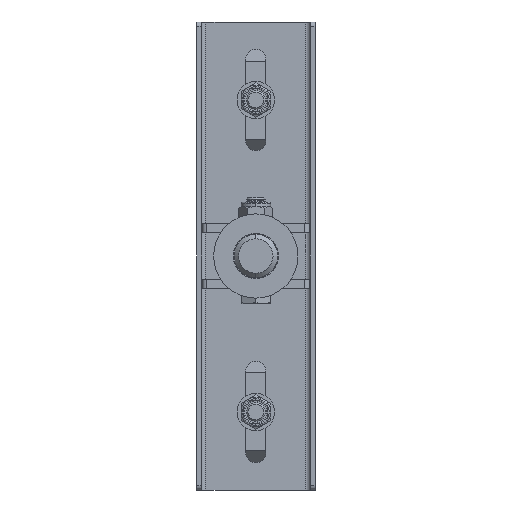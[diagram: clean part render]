
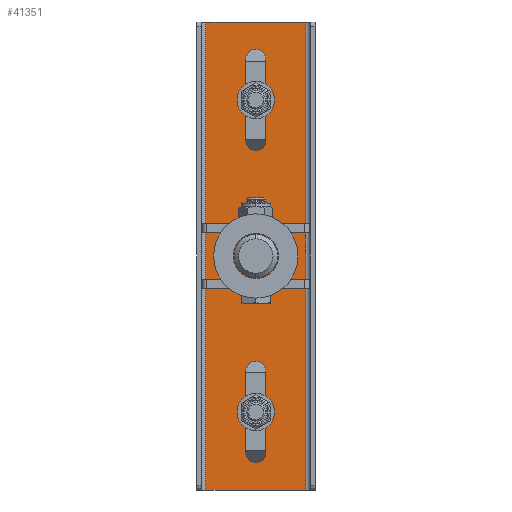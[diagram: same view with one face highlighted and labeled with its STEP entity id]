
A CAD part, front view. The second image highlights one B-rep face of the part: STEP entity #41351.
In plain terms, the highlighted planar face has unit normal (0, -1, 0).
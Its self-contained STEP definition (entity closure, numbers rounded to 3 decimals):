
#372 = EDGE_CURVE ( 'NONE', #51545, #16222, #43080, .T. ) ;
#806 = VERTEX_POINT ( 'NONE', #20173 ) ;
#878 = DIRECTION ( 'NONE',  ( 0., -1., 0. ) ) ;
#1177 = CARTESIAN_POINT ( 'NONE',  ( 32., 0., 150. ) ) ;
#1931 = DIRECTION ( 'NONE',  ( 0., 1., 0. ) ) ;
#2550 = LINE ( 'NONE', #1177, #25482 ) ;
#2751 = VERTEX_POINT ( 'NONE', #33909 ) ;
#3311 = VERTEX_POINT ( 'NONE', #25083 ) ;
#3642 = CARTESIAN_POINT ( 'NONE',  ( 6.5, 0., -126. ) ) ;
#4814 = EDGE_CURVE ( 'NONE', #33968, #24302, #33618, .T. ) ;
#4919 = EDGE_CURVE ( 'NONE', #12128, #3311, #24142, .T. ) ;
#5441 = VECTOR ( 'NONE', #45535, 1000. ) ;
#5511 = LINE ( 'NONE', #55003, #5441 ) ;
#6412 = VECTOR ( 'NONE', #16956, 1000. ) ;
#6978 = CARTESIAN_POINT ( 'NONE',  ( -6.5, 0., -126. ) ) ;
#8024 = CARTESIAN_POINT ( 'NONE',  ( 0., 0., 74. ) ) ;
#8806 = DIRECTION ( 'NONE',  ( -1., 0., 0. ) ) ;
#9003 = CARTESIAN_POINT ( 'NONE',  ( -6.5, 0., -126. ) ) ;
#9458 = DIRECTION ( 'NONE',  ( 0., 1., 0. ) ) ;
#9572 = CARTESIAN_POINT ( 'NONE',  ( 35., 0., 150. ) ) ;
#9892 = DIRECTION ( 'NONE',  ( 0., 0., 1. ) ) ;
#10789 = CARTESIAN_POINT ( 'NONE',  ( 0., 0., 0. ) ) ;
#11396 = ORIENTED_EDGE ( 'NONE', *, *, #15631, .T. ) ;
#11638 = CARTESIAN_POINT ( 'NONE',  ( 35., 0., 150. ) ) ;
#12128 = VERTEX_POINT ( 'NONE', #14513 ) ;
#13003 = CARTESIAN_POINT ( 'NONE',  ( 0., 0., 126. ) ) ;
#13063 = CIRCLE ( 'NONE', #48795, 6.5 ) ;
#13190 = VERTEX_POINT ( 'NONE', #20414 ) ;
#13478 = LINE ( 'NONE', #27048, #32428 ) ;
#13604 = EDGE_LOOP ( 'NONE', ( #31889, #55364, #24657, #42440 ) ) ;
#13692 = CARTESIAN_POINT ( 'NONE',  ( 6.5, 0., 74. ) ) ;
#13709 = PLANE ( 'NONE',  #30056 ) ;
#14304 = VERTEX_POINT ( 'NONE', #19167 ) ;
#14513 = CARTESIAN_POINT ( 'NONE',  ( 32., 0., -150. ) ) ;
#14813 = CIRCLE ( 'NONE', #34514, 6.5 ) ;
#15164 = CARTESIAN_POINT ( 'NONE',  ( 35., 0., -150. ) ) ;
#15631 = EDGE_CURVE ( 'NONE', #28951, #14304, #14813, .T. ) ;
#15806 = CARTESIAN_POINT ( 'NONE',  ( -6.5, 0., -74. ) ) ;
#15875 = EDGE_CURVE ( 'NONE', #14304, #30789, #47976, .T. ) ;
#16222 = VERTEX_POINT ( 'NONE', #15806 ) ;
#16867 = DIRECTION ( 'NONE',  ( 0., 0., -1. ) ) ;
#16956 = DIRECTION ( 'NONE',  ( 0., 0., -1. ) ) ;
#17961 = CARTESIAN_POINT ( 'NONE',  ( 0., 0., 0. ) ) ;
#18823 = DIRECTION ( 'NONE',  ( 0., 0., 1. ) ) ;
#18983 = CARTESIAN_POINT ( 'NONE',  ( 0., 0., -126. ) ) ;
#19167 = CARTESIAN_POINT ( 'NONE',  ( 0., 0., 67.5 ) ) ;
#19689 = CIRCLE ( 'NONE', #20717, 6.5 ) ;
#19728 = DIRECTION ( 'NONE',  ( 0., 0., 1. ) ) ;
#20173 = CARTESIAN_POINT ( 'NONE',  ( 0., 0., 6.5 ) ) ;
#20414 = CARTESIAN_POINT ( 'NONE',  ( 6.5, 0., -74. ) ) ;
#20448 = EDGE_CURVE ( 'NONE', #35899, #25688, #13063, .T. ) ;
#20717 = AXIS2_PLACEMENT_3D ( 'NONE', #23348, #27337, #18823 ) ;
#21983 = LINE ( 'NONE', #11638, #38875 ) ;
#22102 = DIRECTION ( 'NONE',  ( 0., 0., 1. ) ) ;
#22295 = DIRECTION ( 'NONE',  ( 0., 0., -1. ) ) ;
#22750 = DIRECTION ( 'NONE',  ( 0., 1., 0. ) ) ;
#23101 = DIRECTION ( 'NONE',  ( 0., 0., 1. ) ) ;
#23115 = ORIENTED_EDGE ( 'NONE', *, *, #44104, .T. ) ;
#23151 = EDGE_CURVE ( 'NONE', #806, #24066, #44710, .T. ) ;
#23348 = CARTESIAN_POINT ( 'NONE',  ( 0., 0., -74. ) ) ;
#24066 = VERTEX_POINT ( 'NONE', #35140 ) ;
#24129 = EDGE_CURVE ( 'NONE', #26537, #3311, #13478, .T. ) ;
#24142 = LINE ( 'NONE', #15164, #24844 ) ;
#24302 = VERTEX_POINT ( 'NONE', #28918 ) ;
#24657 = ORIENTED_EDGE ( 'NONE', *, *, #35941, .T. ) ;
#24844 = VECTOR ( 'NONE', #45065, 1000. ) ;
#25083 = CARTESIAN_POINT ( 'NONE',  ( -32., 0., -150. ) ) ;
#25441 = CARTESIAN_POINT ( 'NONE',  ( -6.5, 0., 74. ) ) ;
#25482 = VECTOR ( 'NONE', #40704, 1000. ) ;
#25688 = VERTEX_POINT ( 'NONE', #27220 ) ;
#25837 = EDGE_LOOP ( 'NONE', ( #55436, #54010, #45198, #28244, #31812 ) ) ;
#26516 = VECTOR ( 'NONE', #16867, 1000. ) ;
#26537 = VERTEX_POINT ( 'NONE', #44297 ) ;
#26586 = AXIS2_PLACEMENT_3D ( 'NONE', #52981, #1931, #23101 ) ;
#27048 = CARTESIAN_POINT ( 'NONE',  ( -32., 0., 150. ) ) ;
#27220 = CARTESIAN_POINT ( 'NONE',  ( 6.5, 0., 126. ) ) ;
#27337 = DIRECTION ( 'NONE',  ( 0., 1., 0. ) ) ;
#28244 = ORIENTED_EDGE ( 'NONE', *, *, #372, .T. ) ;
#28537 = LINE ( 'NONE', #3642, #26516 ) ;
#28918 = CARTESIAN_POINT ( 'NONE',  ( 0., 0., -132.5 ) ) ;
#28951 = VERTEX_POINT ( 'NONE', #13692 ) ;
#28967 = EDGE_CURVE ( 'NONE', #16222, #13190, #19689, .T. ) ;
#30018 = ORIENTED_EDGE ( 'NONE', *, *, #42135, .T. ) ;
#30056 = AXIS2_PLACEMENT_3D ( 'NONE', #9572, #878, #35269 ) ;
#30789 = VERTEX_POINT ( 'NONE', #25441 ) ;
#30884 = AXIS2_PLACEMENT_3D ( 'NONE', #35772, #22750, #9892 ) ;
#31431 = EDGE_LOOP ( 'NONE', ( #23115, #11396, #44294, #55044, #31711 ) ) ;
#31711 = ORIENTED_EDGE ( 'NONE', *, *, #20448, .T. ) ;
#31812 = ORIENTED_EDGE ( 'NONE', *, *, #28967, .T. ) ;
#31889 = ORIENTED_EDGE ( 'NONE', *, *, #4919, .F. ) ;
#32428 = VECTOR ( 'NONE', #22295, 1000. ) ;
#33070 = FACE_BOUND ( 'NONE', #25837, .T. ) ;
#33618 = CIRCLE ( 'NONE', #34384, 6.5 ) ;
#33743 = EDGE_LOOP ( 'NONE', ( #30018, #34860 ) ) ;
#33909 = CARTESIAN_POINT ( 'NONE',  ( 32., 0., 150. ) ) ;
#33968 = VERTEX_POINT ( 'NONE', #52079 ) ;
#34384 = AXIS2_PLACEMENT_3D ( 'NONE', #18983, #45437, #19728 ) ;
#34514 = AXIS2_PLACEMENT_3D ( 'NONE', #8024, #50222, #45679 ) ;
#34753 = AXIS2_PLACEMENT_3D ( 'NONE', #10789, #41068, #42179 ) ;
#34860 = ORIENTED_EDGE ( 'NONE', *, *, #23151, .T. ) ;
#35140 = CARTESIAN_POINT ( 'NONE',  ( 0., 0., -6.5 ) ) ;
#35269 = DIRECTION ( 'NONE',  ( 0., 0., -1. ) ) ;
#35772 = CARTESIAN_POINT ( 'NONE',  ( 0., 0., 74. ) ) ;
#35899 = VERTEX_POINT ( 'NONE', #47758 ) ;
#35941 = EDGE_CURVE ( 'NONE', #2751, #26537, #21983, .T. ) ;
#37156 = EDGE_CURVE ( 'NONE', #13190, #33968, #28537, .T. ) ;
#37822 = FACE_BOUND ( 'NONE', #31431, .T. ) ;
#38372 = EDGE_CURVE ( 'NONE', #30789, #35899, #5511, .T. ) ;
#38875 = VECTOR ( 'NONE', #8806, 1000. ) ;
#39024 = VECTOR ( 'NONE', #50479, 1000. ) ;
#39180 = FACE_BOUND ( 'NONE', #33743, .T. ) ;
#40704 = DIRECTION ( 'NONE',  ( 0., 0., -1. ) ) ;
#40957 = LINE ( 'NONE', #42871, #6412 ) ;
#41068 = DIRECTION ( 'NONE',  ( 0., 1., 0. ) ) ;
#41187 = AXIS2_PLACEMENT_3D ( 'NONE', #17961, #9458, #48414 ) ;
#41351 = ADVANCED_FACE ( 'NONE', ( #33070, #43227, #39180, #37822 ), #13709, .T. ) ;
#41796 = CIRCLE ( 'NONE', #34753, 6.5 ) ;
#42135 = EDGE_CURVE ( 'NONE', #24066, #806, #41796, .T. ) ;
#42179 = DIRECTION ( 'NONE',  ( 0., 0., 1. ) ) ;
#42440 = ORIENTED_EDGE ( 'NONE', *, *, #24129, .T. ) ;
#42871 = CARTESIAN_POINT ( 'NONE',  ( 6.5, 0., 74. ) ) ;
#43080 = LINE ( 'NONE', #6978, #39024 ) ;
#43227 = FACE_OUTER_BOUND ( 'NONE', #13604, .T. ) ;
#43289 = DIRECTION ( 'NONE',  ( 0., 1., 0. ) ) ;
#44104 = EDGE_CURVE ( 'NONE', #25688, #28951, #40957, .T. ) ;
#44294 = ORIENTED_EDGE ( 'NONE', *, *, #15875, .T. ) ;
#44297 = CARTESIAN_POINT ( 'NONE',  ( -32., 0., 150. ) ) ;
#44710 = CIRCLE ( 'NONE', #41187, 6.5 ) ;
#45065 = DIRECTION ( 'NONE',  ( -1., 0., 0. ) ) ;
#45198 = ORIENTED_EDGE ( 'NONE', *, *, #46361, .T. ) ;
#45437 = DIRECTION ( 'NONE',  ( 0., 1., 0. ) ) ;
#45535 = DIRECTION ( 'NONE',  ( 0., 0., 1. ) ) ;
#45679 = DIRECTION ( 'NONE',  ( 0., 0., 1. ) ) ;
#45748 = CIRCLE ( 'NONE', #26586, 6.5 ) ;
#46361 = EDGE_CURVE ( 'NONE', #24302, #51545, #45748, .T. ) ;
#46426 = EDGE_CURVE ( 'NONE', #2751, #12128, #2550, .T. ) ;
#47758 = CARTESIAN_POINT ( 'NONE',  ( -6.5, 0., 126. ) ) ;
#47976 = CIRCLE ( 'NONE', #30884, 6.5 ) ;
#48414 = DIRECTION ( 'NONE',  ( 0., 0., 1. ) ) ;
#48795 = AXIS2_PLACEMENT_3D ( 'NONE', #13003, #43289, #22102 ) ;
#50222 = DIRECTION ( 'NONE',  ( 0., 1., 0. ) ) ;
#50479 = DIRECTION ( 'NONE',  ( 0., 0., 1. ) ) ;
#51545 = VERTEX_POINT ( 'NONE', #9003 ) ;
#52079 = CARTESIAN_POINT ( 'NONE',  ( 6.5, 0., -126. ) ) ;
#52981 = CARTESIAN_POINT ( 'NONE',  ( 0., 0., -126. ) ) ;
#54010 = ORIENTED_EDGE ( 'NONE', *, *, #4814, .T. ) ;
#55003 = CARTESIAN_POINT ( 'NONE',  ( -6.5, 0., 74. ) ) ;
#55044 = ORIENTED_EDGE ( 'NONE', *, *, #38372, .T. ) ;
#55364 = ORIENTED_EDGE ( 'NONE', *, *, #46426, .F. ) ;
#55436 = ORIENTED_EDGE ( 'NONE', *, *, #37156, .T. ) ;
